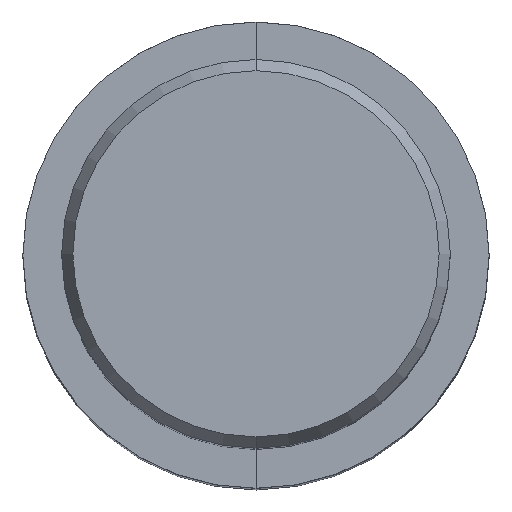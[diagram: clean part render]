
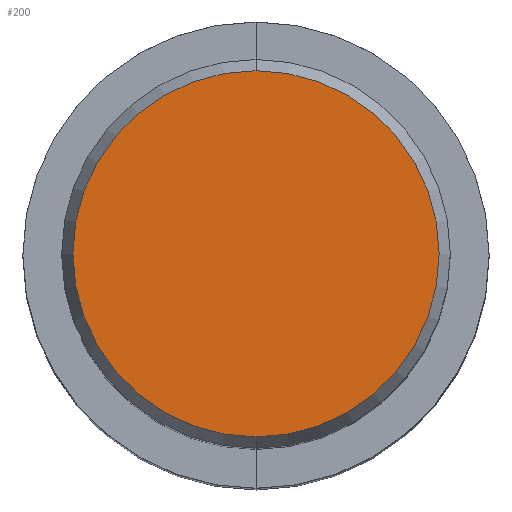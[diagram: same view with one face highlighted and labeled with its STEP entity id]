
A CAD part, top view. The second image highlights one B-rep face of the part: STEP entity #200.
In plain terms, the highlighted planar face has unit normal (0, 0, 1).
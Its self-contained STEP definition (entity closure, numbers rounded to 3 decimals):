
#126=EDGE_CURVE('',#170,#188,#286,.T.);
#170=VERTEX_POINT('',#333);
#188=VERTEX_POINT('',#356);
#192=EDGE_CURVE('',#188,#170,#360,.T.);
#200=ADVANCED_FACE('',(#369),#370,.T.);
#286=CIRCLE('',#465,14.958);
#333=CARTESIAN_POINT('',(0.0,14.958,0.01));
#356=CARTESIAN_POINT('',(0.,-14.958,0.01));
#360=CIRCLE('',#556,14.958);
#369=FACE_OUTER_BOUND('',#567,.T.);
#370=PLANE('',#568);
#465=AXIS2_PLACEMENT_3D('',#653,#654,#655);
#556=AXIS2_PLACEMENT_3D('',#742,#743,#744);
#567=EDGE_LOOP('',(#754,#755));
#568=AXIS2_PLACEMENT_3D('',#756,#757,#758);
#653=CARTESIAN_POINT('',(0.0,0.0,0.01));
#654=DIRECTION('',(0.0,0.0,-1.0));
#655=DIRECTION('',(0.0,1.0,0.0));
#742=CARTESIAN_POINT('',(0.0,0.0,0.01));
#743=DIRECTION('',(0.0,0.0,-1.0));
#744=DIRECTION('',(0.0,1.0,0.0));
#754=ORIENTED_EDGE('',*,*,#126,.F.);
#755=ORIENTED_EDGE('',*,*,#192,.F.);
#756=CARTESIAN_POINT('',(0.0,7.479,0.01));
#757=DIRECTION('',(-0.0,0.0,1.0));
#758=DIRECTION('',(0.0,-1.0,0.0));
